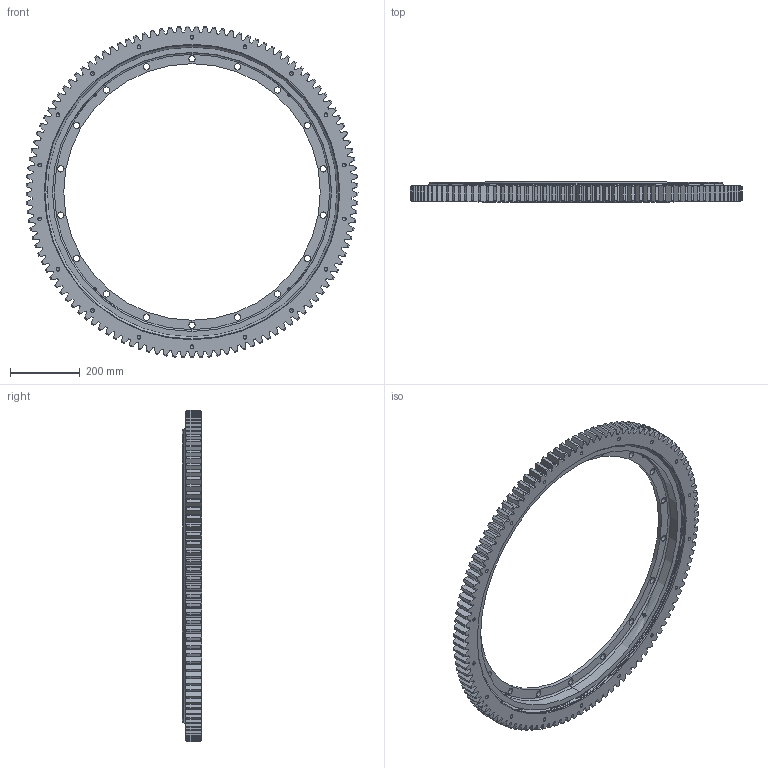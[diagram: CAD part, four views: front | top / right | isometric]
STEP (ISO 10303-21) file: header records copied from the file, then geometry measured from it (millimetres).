
FILE_DESCRIPTION (( 'STEP AP203' ), '1' );
FILE_NAME ('21-0841-01.STEP', '2017-12-27T15:05:08', ( 'defontaine' ), ( 'Hewlett-Packard Company' ), 'SwSTEP 2.0', 'SolidWorks 2016', '' );
FILE_SCHEMA (( 'CONFIG_CONTROL_DESIGN' ));
Length unit declared in the file: millimetre
Products named in the file (1): 21-0841-01
Bounding box: 949.99 x 56 x 949.92 mm (x, y, z)
Volume: 8361254.9 mm3; surface area: 1376456.8 mm2
Topology: 9 solids, 9 shells, 967 faces, 2731 edges, 1775 vertices
Faces by surface type: cylinder 339, cone 303, plane 287, torus 28, sphere 10
Entity records: 32351 total; most frequent: CARTESIAN_POINT 7348, ORIENTED_EDGE 5380, DIRECTION 5166, EDGE_CURVE 2690, AXIS2_PLACEMENT_3D 1992, VERTEX_POINT 1772, LINE 1182, VECTOR 1182
